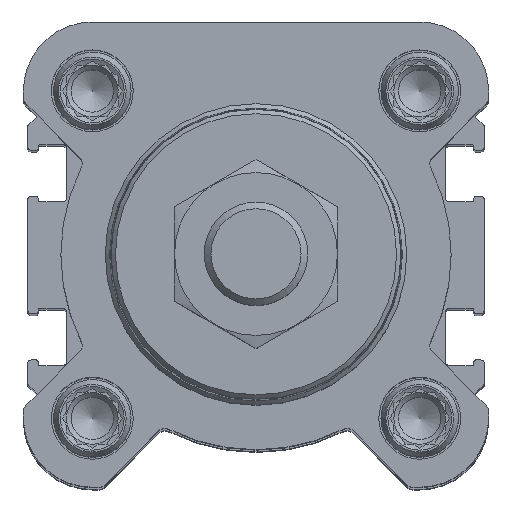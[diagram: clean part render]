
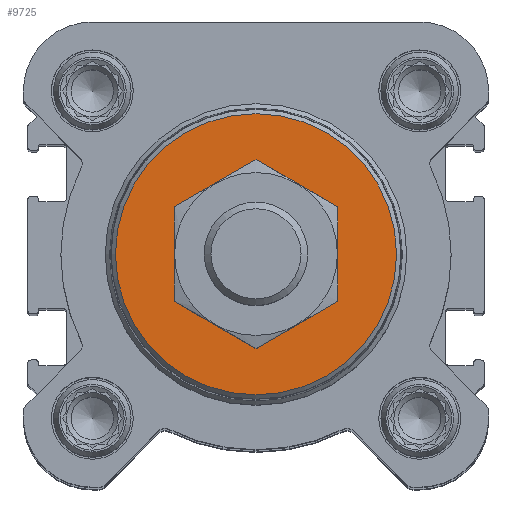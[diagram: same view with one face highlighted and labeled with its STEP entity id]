
A CAD part, top view. The second image highlights one B-rep face of the part: STEP entity #9725.
In plain terms, the highlighted planar face has unit normal (0, 0, 1).
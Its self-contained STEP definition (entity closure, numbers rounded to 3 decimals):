
#1886=PLANE('',#10594);
#2391=CIRCLE('',#10595,16.32);
#2392=CIRCLE('',#10596,8.);
#4082=ORIENTED_EDGE('',*,*,#6225,.F.);
#4083=ORIENTED_EDGE('',*,*,#6226,.T.);
#6225=EDGE_CURVE('',#7408,#7408,#2391,.T.);
#6226=EDGE_CURVE('',#7409,#7409,#2392,.T.);
#7408=VERTEX_POINT('',#16137);
#7409=VERTEX_POINT('',#16139);
#8198=EDGE_LOOP('',(#4082));
#8199=EDGE_LOOP('',(#4083));
#8885=FACE_BOUND('',#8198,.T.);
#8886=FACE_BOUND('',#8199,.T.);
#9725=ADVANCED_FACE('',(#8885,#8886),#1886,.F.);
#10594=AXIS2_PLACEMENT_3D('',#16135,#12483,#12484);
#10595=AXIS2_PLACEMENT_3D('',#16136,#12485,#12486);
#10596=AXIS2_PLACEMENT_3D('',#16138,#12487,#12488);
#12483=DIRECTION('',(0.,0.,-1.));
#12484=DIRECTION('',(-1.,0.,0.));
#12485=DIRECTION('',(0.,0.,-1.));
#12486=DIRECTION('',(-1.,0.,0.));
#12487=DIRECTION('',(0.,0.,-1.));
#12488=DIRECTION('',(-1.,0.,0.));
#16135=CARTESIAN_POINT('',(0.,0.,21.3));
#16136=CARTESIAN_POINT('',(0.,0.,21.3));
#16137=CARTESIAN_POINT('',(-16.32,0.,21.3));
#16138=CARTESIAN_POINT('',(0.,0.,21.3));
#16139=CARTESIAN_POINT('',(-8.,0.,21.3));
